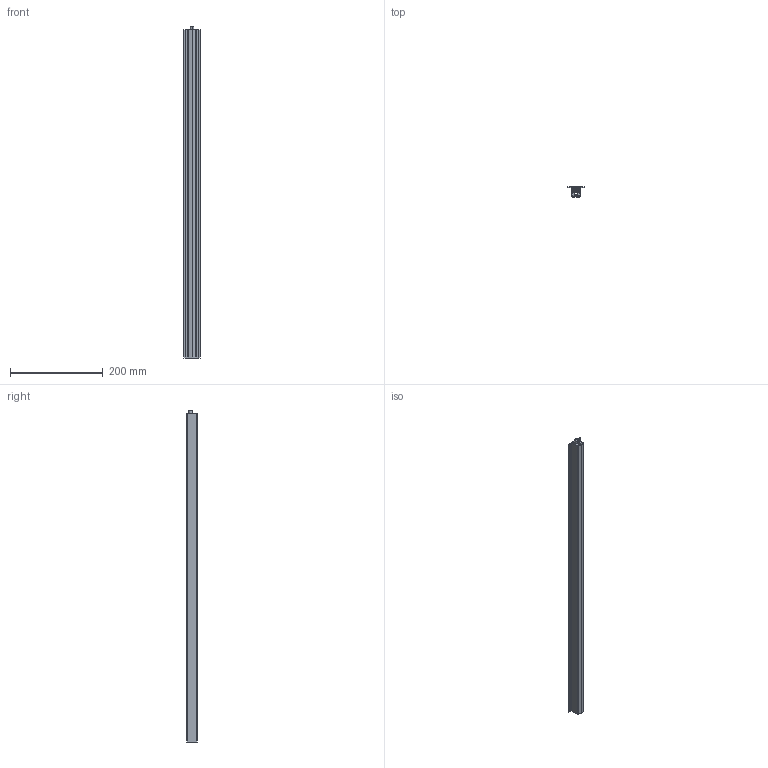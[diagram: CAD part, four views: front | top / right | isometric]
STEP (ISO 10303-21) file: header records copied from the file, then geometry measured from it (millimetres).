
FILE_DESCRIPTION (( 'STEP AP203' ), '1' );
FILE_NAME ('RO 710 plus.STEP', '2025-02-28T13:35:13', ( '' ), ( '' ), 'SwSTEP 2.0', 'SolidWorks 2023', '' );
FILE_SCHEMA (( 'CONFIG_CONTROL_DESIGN' ));
Length unit declared in the file: millimetre
Products named in the file (4): Aussengehäuse RO_710; RO 710 plus; Betätigungsteil_20; Innengeometrie_20_710
Assembly tree (3 placements, depth 2):
  RO 710 plus
    Aussengehäuse RO_710
    Innengeometrie_20_710
    Betätigungsteil_20
Bounding box: 36 x 22.3 x 716 mm (x, y, z)
Volume: 162945.4 mm3; surface area: 233061.7 mm2
Topology: 18 solids, 18 shells, 664 faces, 1876 edges, 1250 vertices
Faces by surface type: plane 326, bspline 294, cylinder 42, torus 2
Entity records: 35763 total; most frequent: CARTESIAN_POINT 19959, ORIENTED_EDGE 3752, DIRECTION 2130, EDGE_CURVE 1876, VERTEX_POINT 1250, LINE 1198, VECTOR 1198, EDGE_LOOP 746
